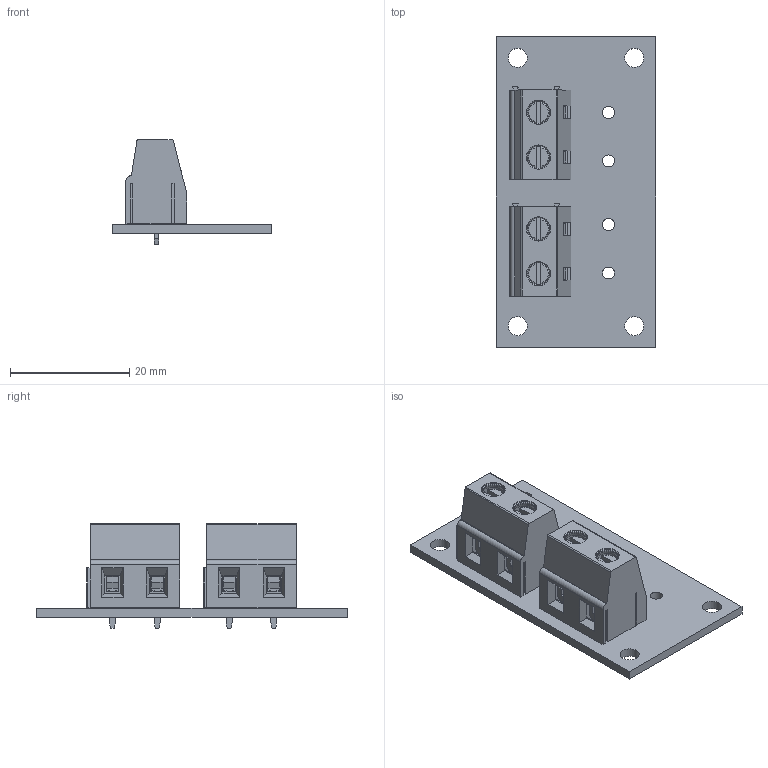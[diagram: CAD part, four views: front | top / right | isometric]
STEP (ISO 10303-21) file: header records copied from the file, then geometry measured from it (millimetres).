
FILE_DESCRIPTION(('KiCad electronic assembly'),'2;1');
FILE_NAME('pcb_bornera.step','2025-04-14T22:24:19',('Pcbnew'),('Kicad'), 'Open CASCADE STEP processor 7.8','KiCad to STEP converter','Unknown' );
FILE_SCHEMA(('AUTOMOTIVE_DESIGN { 1 0 10303 214 1 1 1 1 }'));
Length unit declared in the file: millimetre
Products named in the file (3): pcb_bornera 1; TB004-750-02GR; pcb_bornera_PCB
Assembly tree (3 placements, depth 2):
  pcb_bornera 1
    TB004-750-02GR  x2
    pcb_bornera_PCB
Bounding box: 26.67 x 52.07 x 17.6 mm (x, y, z)
Volume: 4832.1 mm3; surface area: 7426.4 mm2
Topology: 15 solids, 15 shells, 570 faces, 1576 edges, 1028 vertices
Faces by surface type: plane 436, cylinder 90, cone 24, torus 20
Full cylindrical faces by diameter (mm): 1.6 x4, 2 x4, 2.894 x4, 3.108 x4, 3.187 x4, 3.2 x4, 3.701 x4, 3.916 x4, 4.045 x4
Entity records: 9471 total; most frequent: CARTESIAN_POINT 1762, ORIENTED_EDGE 1624, DIRECTION 1498, EDGE_CURVE 812, LINE 622, VECTOR 622, VERTEX_POINT 530, AXIS2_PLACEMENT_3D 438
